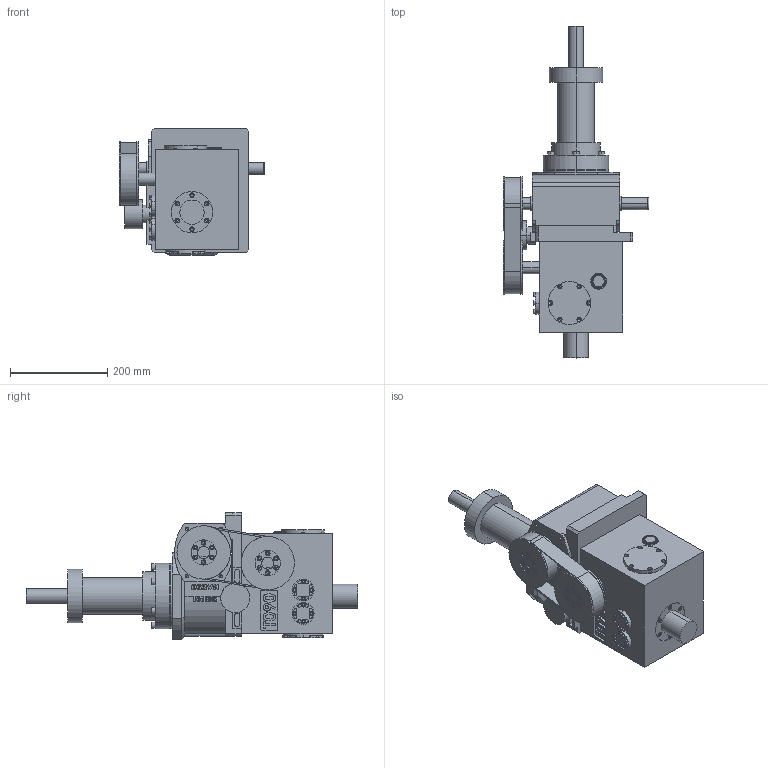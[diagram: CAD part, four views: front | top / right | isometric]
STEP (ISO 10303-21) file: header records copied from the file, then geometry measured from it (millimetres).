
FILE_DESCRIPTION (( 'STEP AP203' ), '1' );
FILE_NAME ('ADS090.STEP', '2025-06-16T01:44:02', ( '' ), ( '' ), 'SwSTEP 2.0', 'SolidWorks 2018', '' );
FILE_SCHEMA (( 'CONFIG_CONTROL_DESIGN' ));
Length unit declared in the file: millimetre
Products named in the file (1): ADS090
Bounding box: 300 x 684 x 261 mm (x, y, z)
Volume: 14852325.2 mm3; surface area: 696774.1 mm2
Topology: 1 solids, 11 shells, 1471 faces, 3650 edges, 2367 vertices
Faces by surface type: plane 739, cylinder 457, bspline 210, cone 42, torus 23
Entity records: 55416 total; most frequent: CARTESIAN_POINT 21012, ORIENTED_EDGE 7220, DIRECTION 6748, EDGE_CURVE 3610, VERTEX_POINT 2367, AXIS2_PLACEMENT_3D 2336, LINE 2076, VECTOR 2076
